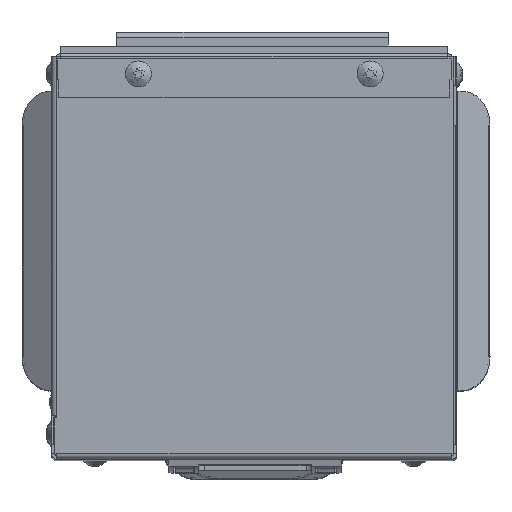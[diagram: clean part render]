
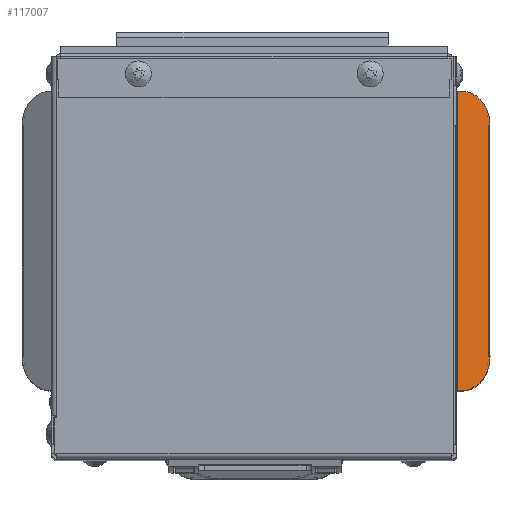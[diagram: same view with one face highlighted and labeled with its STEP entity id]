
A CAD part, top view. The second image highlights one B-rep face of the part: STEP entity #117007.
In plain terms, the highlighted planar face has unit normal (0.574, 0, 0.819).
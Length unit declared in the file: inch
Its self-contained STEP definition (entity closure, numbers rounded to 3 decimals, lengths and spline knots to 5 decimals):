
#9 = CARTESIAN_POINT ( 'NONE',  ( 3.51322, -5.8, 8.40661 ) ) ;
#182 = AXIS2_PLACEMENT_3D ( 'NONE', #139287, #90713, #81684 ) ;
#1112 = EDGE_LOOP ( 'NONE', ( #26677, #67787, #29064, #23849, #55456, #143020 ) ) ;
#1443 = DIRECTION ( 'NONE',  ( 0.819, 0., -0.574 ) ) ;
#1501 = AXIS2_PLACEMENT_3D ( 'NONE', #123391, #133168, #20790 ) ;
#1587 = EDGE_CURVE ( 'NONE', #130454, #77505, #113403, .T. ) ;
#2224 = LINE ( 'NONE', #35922, #119267 ) ;
#3252 = CARTESIAN_POINT ( 'NONE',  ( 3.59178, -0.633, 8.3516 ) ) ;
#6337 = VERTEX_POINT ( 'NONE', #3252 ) ;
#6474 = VERTEX_POINT ( 'NONE', #87824 ) ;
#6597 = DIRECTION ( 'NONE',  ( -0.819, 0., 0.574 ) ) ;
#16489 = VECTOR ( 'NONE', #39041, 39.37008 ) ;
#17849 = LINE ( 'NONE', #145088, #31767 ) ;
#18229 = CIRCLE ( 'NONE', #1501, 0.584 ) ;
#20454 = DIRECTION ( 'NONE',  ( 0.819, 0., -0.574 ) ) ;
#20790 = DIRECTION ( 'NONE',  ( 0.819, 0., -0.574 ) ) ;
#23849 = ORIENTED_EDGE ( 'NONE', *, *, #63652, .T. ) ;
#26677 = ORIENTED_EDGE ( 'NONE', *, *, #1587, .T. ) ;
#29064 = ORIENTED_EDGE ( 'NONE', *, *, #46453, .F. ) ;
#29351 = LINE ( 'NONE', #143141, #16489 ) ;
#31767 = VECTOR ( 'NONE', #6597, 39.37008 ) ;
#35922 = CARTESIAN_POINT ( 'NONE',  ( 3.51322, -0.633, 8.40661 ) ) ;
#39041 = DIRECTION ( 'NONE',  ( 0., -1., 0. ) ) ;
#42941 = FACE_OUTER_BOUND ( 'NONE', #1112, .T. ) ;
#46254 = VERTEX_POINT ( 'NONE', #9 ) ;
#46453 = EDGE_CURVE ( 'NONE', #6474, #6337, #2224, .T. ) ;
#55456 = ORIENTED_EDGE ( 'NONE', *, *, #95922, .F. ) ;
#63652 = EDGE_CURVE ( 'NONE', #6474, #46254, #29351, .T. ) ;
#63997 = PLANE ( 'NONE',  #66734 ) ;
#66734 = AXIS2_PLACEMENT_3D ( 'NONE', #132103, #121615, #20454 ) ;
#67787 = ORIENTED_EDGE ( 'NONE', *, *, #120274, .T. ) ;
#77505 = VERTEX_POINT ( 'NONE', #103985 ) ;
#81684 = DIRECTION ( 'NONE',  ( 0.819, 0., -0.574 ) ) ;
#87824 = CARTESIAN_POINT ( 'NONE',  ( 3.51322, -0.633, 8.40661 ) ) ;
#90713 = DIRECTION ( 'NONE',  ( 0.574, 0., 0.819 ) ) ;
#91653 = DIRECTION ( 'NONE',  ( 0., 1., 0. ) ) ;
#95905 = VECTOR ( 'NONE', #91653, 39.37008 ) ;
#95922 = EDGE_CURVE ( 'NONE', #116636, #46254, #17849, .T. ) ;
#102172 = CARTESIAN_POINT ( 'NONE',  ( 4.07016, -6.998, 8.01663 ) ) ;
#103985 = CARTESIAN_POINT ( 'NONE',  ( 4.07016, -1.217, 8.01663 ) ) ;
#108155 = EDGE_CURVE ( 'NONE', #116636, #130454, #18229, .T. ) ;
#111315 = CARTESIAN_POINT ( 'NONE',  ( 3.59178, -5.8, 8.3516 ) ) ;
#113403 = LINE ( 'NONE', #102172, #95905 ) ;
#116636 = VERTEX_POINT ( 'NONE', #111315 ) ;
#117007 = ADVANCED_FACE ( 'NONE', ( #42941 ), #63997, .T. ) ;
#119267 = VECTOR ( 'NONE', #1443, 39.37008 ) ;
#120274 = EDGE_CURVE ( 'NONE', #77505, #6337, #138927, .T. ) ;
#121615 = DIRECTION ( 'NONE',  ( 0.574, 0., 0.819 ) ) ;
#123391 = CARTESIAN_POINT ( 'NONE',  ( 3.59178, -5.216, 8.3516 ) ) ;
#130454 = VERTEX_POINT ( 'NONE', #138241 ) ;
#132103 = CARTESIAN_POINT ( 'NONE',  ( 10.33422, -6.998, 3.63049 ) ) ;
#133168 = DIRECTION ( 'NONE',  ( 0.574, 0., 0.819 ) ) ;
#138241 = CARTESIAN_POINT ( 'NONE',  ( 4.07016, -5.216, 8.01663 ) ) ;
#138927 = CIRCLE ( 'NONE', #182, 0.584 ) ;
#139287 = CARTESIAN_POINT ( 'NONE',  ( 3.59178, -1.217, 8.3516 ) ) ;
#143020 = ORIENTED_EDGE ( 'NONE', *, *, #108155, .T. ) ;
#143141 = CARTESIAN_POINT ( 'NONE',  ( 3.51322, -0.633, 8.40661 ) ) ;
#145088 = CARTESIAN_POINT ( 'NONE',  ( 3.59178, -5.8, 8.3516 ) ) ;
